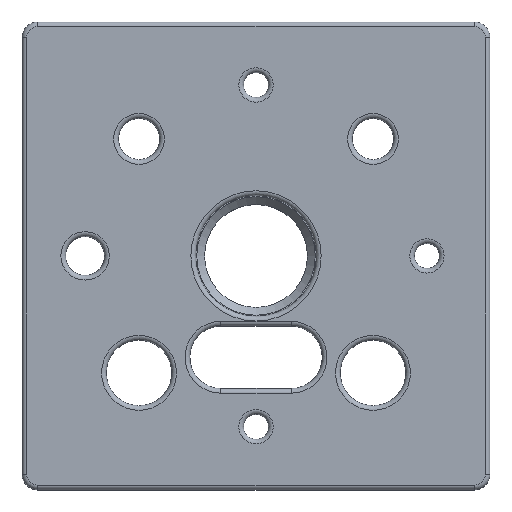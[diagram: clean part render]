
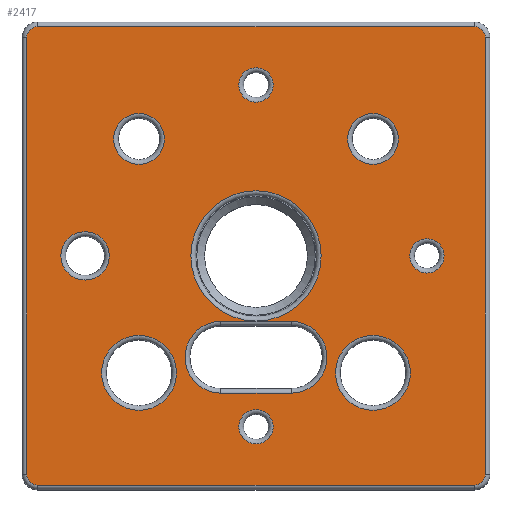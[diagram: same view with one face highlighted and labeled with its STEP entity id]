
A CAD part, top view. The second image highlights one B-rep face of the part: STEP entity #2417.
In plain terms, the highlighted planar face has unit normal (0, 0, 1).
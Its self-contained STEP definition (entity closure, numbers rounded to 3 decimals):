
#109=FACE_BOUND('',#700,.T.);
#110=FACE_BOUND('',#701,.T.);
#111=FACE_BOUND('',#702,.T.);
#112=FACE_BOUND('',#703,.T.);
#113=FACE_BOUND('',#704,.T.);
#114=FACE_BOUND('',#705,.T.);
#115=FACE_BOUND('',#706,.T.);
#116=FACE_BOUND('',#707,.T.);
#117=FACE_BOUND('',#708,.T.);
#118=FACE_BOUND('',#709,.T.);
#229=LINE('',#4323,#368);
#231=LINE('',#4335,#370);
#232=LINE('',#4344,#371);
#233=LINE('',#4350,#372);
#235=LINE('',#4356,#374);
#236=LINE('',#4360,#375);
#368=VECTOR('',#3455,10.);
#370=VECTOR('',#3469,10.);
#371=VECTOR('',#3482,10.);
#372=VECTOR('',#3491,10.);
#374=VECTOR('',#3497,10.);
#375=VECTOR('',#3500,10.);
#416=PLANE('',#2750);
#538=FACE_OUTER_BOUND('',#699,.T.);
#699=EDGE_LOOP('',(#2038,#2039,#2040,#2041,#2042,#2043,#2044,#2045));
#700=EDGE_LOOP('',(#2046,#2047,#2048,#2049));
#701=EDGE_LOOP('',(#2050));
#702=EDGE_LOOP('',(#2051));
#703=EDGE_LOOP('',(#2052));
#704=EDGE_LOOP('',(#2053));
#705=EDGE_LOOP('',(#2054));
#706=EDGE_LOOP('',(#2055));
#707=EDGE_LOOP('',(#2056));
#708=EDGE_LOOP('',(#2057));
#709=EDGE_LOOP('',(#2058));
#917=CIRCLE('',#2728,1.4);
#923=CIRCLE('',#2736,1.4);
#927=CIRCLE('',#2742,1.4);
#930=CIRCLE('',#2747,1.4);
#931=CIRCLE('',#2751,4.6);
#932=CIRCLE('',#2752,4.6);
#933=CIRCLE('',#2753,3.25);
#934=CIRCLE('',#2754,4.8);
#935=CIRCLE('',#2755,2.2);
#936=CIRCLE('',#2756,2.2);
#937=CIRCLE('',#2757,3.1);
#938=CIRCLE('',#2758,2.2);
#939=CIRCLE('',#2759,4.8);
#940=CIRCLE('',#2760,3.25);
#941=CIRCLE('',#2761,8.35);
#1146=VERTEX_POINT('',#4311);
#1147=VERTEX_POINT('',#4313);
#1149=VERTEX_POINT('',#4319);
#1151=VERTEX_POINT('',#4325);
#1153=VERTEX_POINT('',#4331);
#1155=VERTEX_POINT('',#4337);
#1156=VERTEX_POINT('',#4342);
#1157=VERTEX_POINT('',#4346);
#1158=VERTEX_POINT('',#4354);
#1159=VERTEX_POINT('',#4355);
#1160=VERTEX_POINT('',#4357);
#1161=VERTEX_POINT('',#4359);
#1162=VERTEX_POINT('',#4362);
#1163=VERTEX_POINT('',#4364);
#1164=VERTEX_POINT('',#4366);
#1165=VERTEX_POINT('',#4368);
#1166=VERTEX_POINT('',#4370);
#1167=VERTEX_POINT('',#4372);
#1168=VERTEX_POINT('',#4374);
#1169=VERTEX_POINT('',#4376);
#1170=VERTEX_POINT('',#4378);
#1458=EDGE_CURVE('',#1146,#1147,#917,.T.);
#1463=EDGE_CURVE('',#1147,#1149,#229,.T.);
#1466=EDGE_CURVE('',#1149,#1151,#923,.T.);
#1469=EDGE_CURVE('',#1151,#1153,#231,.T.);
#1472=EDGE_CURVE('',#1153,#1155,#927,.T.);
#1474=EDGE_CURVE('',#1155,#1156,#232,.T.);
#1476=EDGE_CURVE('',#1156,#1157,#930,.T.);
#1477=EDGE_CURVE('',#1157,#1146,#233,.T.);
#1479=EDGE_CURVE('',#1158,#1159,#235,.T.);
#1480=EDGE_CURVE('',#1160,#1158,#931,.T.);
#1481=EDGE_CURVE('',#1161,#1160,#236,.T.);
#1482=EDGE_CURVE('',#1159,#1161,#932,.T.);
#1483=EDGE_CURVE('',#1162,#1162,#933,.T.);
#1484=EDGE_CURVE('',#1163,#1163,#934,.T.);
#1485=EDGE_CURVE('',#1164,#1164,#935,.T.);
#1486=EDGE_CURVE('',#1165,#1165,#936,.T.);
#1487=EDGE_CURVE('',#1166,#1166,#937,.T.);
#1488=EDGE_CURVE('',#1167,#1167,#938,.T.);
#1489=EDGE_CURVE('',#1168,#1168,#939,.T.);
#1490=EDGE_CURVE('',#1169,#1169,#940,.T.);
#1491=EDGE_CURVE('',#1170,#1170,#941,.T.);
#2038=ORIENTED_EDGE('',*,*,#1458,.F.);
#2039=ORIENTED_EDGE('',*,*,#1477,.F.);
#2040=ORIENTED_EDGE('',*,*,#1476,.F.);
#2041=ORIENTED_EDGE('',*,*,#1474,.F.);
#2042=ORIENTED_EDGE('',*,*,#1472,.F.);
#2043=ORIENTED_EDGE('',*,*,#1469,.F.);
#2044=ORIENTED_EDGE('',*,*,#1466,.F.);
#2045=ORIENTED_EDGE('',*,*,#1463,.F.);
#2046=ORIENTED_EDGE('',*,*,#1479,.F.);
#2047=ORIENTED_EDGE('',*,*,#1480,.F.);
#2048=ORIENTED_EDGE('',*,*,#1481,.F.);
#2049=ORIENTED_EDGE('',*,*,#1482,.F.);
#2050=ORIENTED_EDGE('',*,*,#1483,.F.);
#2051=ORIENTED_EDGE('',*,*,#1484,.F.);
#2052=ORIENTED_EDGE('',*,*,#1485,.F.);
#2053=ORIENTED_EDGE('',*,*,#1486,.F.);
#2054=ORIENTED_EDGE('',*,*,#1487,.F.);
#2055=ORIENTED_EDGE('',*,*,#1488,.F.);
#2056=ORIENTED_EDGE('',*,*,#1489,.F.);
#2057=ORIENTED_EDGE('',*,*,#1490,.F.);
#2058=ORIENTED_EDGE('',*,*,#1491,.F.);
#2417=ADVANCED_FACE('',(#538,#109,#110,#111,#112,#113,#114,#115,#116,#117,
#118),#416,.T.);
#2728=AXIS2_PLACEMENT_3D('',#4314,#3444,#3445);
#2736=AXIS2_PLACEMENT_3D('',#4329,#3462,#3463);
#2742=AXIS2_PLACEMENT_3D('',#4340,#3476,#3477);
#2747=AXIS2_PLACEMENT_3D('',#4348,#3487,#3488);
#2750=AXIS2_PLACEMENT_3D('',#4353,#3495,#3496);
#2751=AXIS2_PLACEMENT_3D('',#4358,#3498,#3499);
#2752=AXIS2_PLACEMENT_3D('',#4361,#3501,#3502);
#2753=AXIS2_PLACEMENT_3D('',#4363,#3503,#3504);
#2754=AXIS2_PLACEMENT_3D('',#4365,#3505,#3506);
#2755=AXIS2_PLACEMENT_3D('',#4367,#3507,#3508);
#2756=AXIS2_PLACEMENT_3D('',#4369,#3509,#3510);
#2757=AXIS2_PLACEMENT_3D('',#4371,#3511,#3512);
#2758=AXIS2_PLACEMENT_3D('',#4373,#3513,#3514);
#2759=AXIS2_PLACEMENT_3D('',#4375,#3515,#3516);
#2760=AXIS2_PLACEMENT_3D('',#4377,#3517,#3518);
#2761=AXIS2_PLACEMENT_3D('',#4379,#3519,#3520);
#3444=DIRECTION('center_axis',(0.,0.,-1.));
#3445=DIRECTION('ref_axis',(0.707,0.707,0.));
#3455=DIRECTION('',(0.,-1.,0.));
#3462=DIRECTION('center_axis',(0.,0.,-1.));
#3463=DIRECTION('ref_axis',(0.707,-0.707,0.));
#3469=DIRECTION('',(-1.,0.,0.));
#3476=DIRECTION('center_axis',(0.,0.,-1.));
#3477=DIRECTION('ref_axis',(-0.707,-0.707,0.));
#3482=DIRECTION('',(0.,1.,0.));
#3487=DIRECTION('center_axis',(0.,0.,-1.));
#3488=DIRECTION('ref_axis',(-0.707,0.707,0.));
#3491=DIRECTION('',(1.,0.,0.));
#3495=DIRECTION('center_axis',(0.,0.,1.));
#3496=DIRECTION('ref_axis',(1.,0.,0.));
#3497=DIRECTION('',(1.,0.,0.));
#3498=DIRECTION('center_axis',(0.,0.,1.));
#3499=DIRECTION('ref_axis',(-1.,0.,0.));
#3500=DIRECTION('',(-1.,0.,0.));
#3501=DIRECTION('center_axis',(0.,0.,1.));
#3502=DIRECTION('ref_axis',(1.,0.,0.));
#3503=DIRECTION('center_axis',(0.,0.,1.));
#3504=DIRECTION('ref_axis',(-1.,0.,0.));
#3505=DIRECTION('center_axis',(0.,0.,1.));
#3506=DIRECTION('ref_axis',(-1.,0.,0.));
#3507=DIRECTION('center_axis',(0.,0.,1.));
#3508=DIRECTION('ref_axis',(-1.,0.,0.));
#3509=DIRECTION('center_axis',(0.,0.,1.));
#3510=DIRECTION('ref_axis',(-1.,0.,0.));
#3511=DIRECTION('center_axis',(0.,0.,1.));
#3512=DIRECTION('ref_axis',(-1.,0.,0.));
#3513=DIRECTION('center_axis',(0.,0.,1.));
#3514=DIRECTION('ref_axis',(-1.,0.,0.));
#3515=DIRECTION('center_axis',(0.,0.,1.));
#3516=DIRECTION('ref_axis',(-1.,0.,0.));
#3517=DIRECTION('center_axis',(0.,0.,1.));
#3518=DIRECTION('ref_axis',(-1.,0.,0.));
#3519=DIRECTION('center_axis',(0.,0.,1.));
#3520=DIRECTION('ref_axis',(1.,0.,0.));
#4311=CARTESIAN_POINT('',(28.,29.4,0.));
#4313=CARTESIAN_POINT('',(29.4,28.,0.));
#4314=CARTESIAN_POINT('Origin',(28.,28.,0.));
#4319=CARTESIAN_POINT('',(29.4,-28.,0.));
#4323=CARTESIAN_POINT('',(29.4,15.,0.));
#4325=CARTESIAN_POINT('',(28.,-29.4,0.));
#4329=CARTESIAN_POINT('Origin',(28.,-28.,0.));
#4331=CARTESIAN_POINT('',(-28.,-29.4,0.));
#4335=CARTESIAN_POINT('',(15.,-29.4,0.));
#4337=CARTESIAN_POINT('',(-29.4,-28.,0.));
#4340=CARTESIAN_POINT('Origin',(-28.,-28.,0.));
#4342=CARTESIAN_POINT('',(-29.4,28.,0.));
#4344=CARTESIAN_POINT('',(-29.4,-15.,0.));
#4346=CARTESIAN_POINT('',(-28.,29.4,0.));
#4348=CARTESIAN_POINT('Origin',(-28.,28.,0.));
#4350=CARTESIAN_POINT('',(-15.,29.4,0.));
#4353=CARTESIAN_POINT('Origin',(0.,0.,0.));
#4354=CARTESIAN_POINT('',(-4.5,-17.6,0.));
#4355=CARTESIAN_POINT('',(4.5,-17.6,0.));
#4356=CARTESIAN_POINT('',(2.25,-17.6,0.));
#4357=CARTESIAN_POINT('',(-4.5,-8.4,0.));
#4358=CARTESIAN_POINT('Origin',(-4.5,-13.,0.));
#4359=CARTESIAN_POINT('',(4.5,-8.4,0.));
#4360=CARTESIAN_POINT('',(-2.25,-8.4,0.));
#4361=CARTESIAN_POINT('Origin',(4.5,-13.,0.));
#4362=CARTESIAN_POINT('',(18.25,15.,0.));
#4363=CARTESIAN_POINT('Origin',(15.,15.,0.));
#4364=CARTESIAN_POINT('',(19.8,-15.,0.));
#4365=CARTESIAN_POINT('Origin',(15.,-15.,0.));
#4366=CARTESIAN_POINT('',(24.12,0.,0.));
#4367=CARTESIAN_POINT('Origin',(21.92,0.,0.));
#4368=CARTESIAN_POINT('',(2.2,-21.92,0.));
#4369=CARTESIAN_POINT('Origin',(0.,-21.92,
0.));
#4370=CARTESIAN_POINT('',(-18.82,0.,0.));
#4371=CARTESIAN_POINT('Origin',(-21.92,0.,
0.));
#4372=CARTESIAN_POINT('',(2.2,21.92,0.));
#4373=CARTESIAN_POINT('Origin',(0.,21.92,0.));
#4374=CARTESIAN_POINT('',(-10.2,-15.,0.));
#4375=CARTESIAN_POINT('Origin',(-15.,-15.,0.));
#4376=CARTESIAN_POINT('',(-11.75,15.,0.));
#4377=CARTESIAN_POINT('Origin',(-15.,15.,0.));
#4378=CARTESIAN_POINT('',(8.35,0.,0.));
#4379=CARTESIAN_POINT('Origin',(0.,0.,0.));
